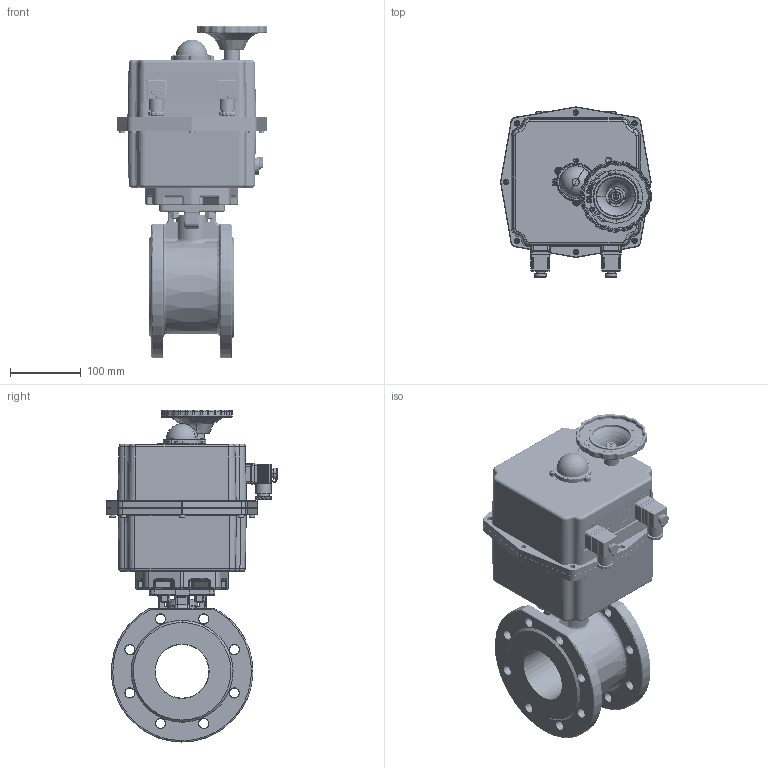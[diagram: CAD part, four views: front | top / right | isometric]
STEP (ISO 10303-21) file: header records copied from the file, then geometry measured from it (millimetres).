
FILE_DESCRIPTION(('HOOPS Exchange Step'),'2;1');
FILE_NAME('EK06_DN80.stp','2025-05-16T15:41:00+02:00',('nieru'),('Unknown organisation'),'HOOPS Exchange 2024.2','HOOPS Exchange','Unknown authorisation');
FILE_SCHEMA( ('AP203_CONFIGURATION_CONTROLLED_3D_DESIGN_OF_MECHANICAL_PARTS_AND_ASSEMBLIES_MIM_LF') );
Length unit declared in the file: millimetre
Products named in the file (5): 0; root
Assembly tree (4 placements, depth 4):
  root
    0
      0
        0
        0
Bounding box: 213.48 x 240.84 x 469.42 mm (x, y, z)
Volume: 7739793.1 mm3; surface area: 677360.7 mm2
Topology: 92 solids, 92 shells, 5459 faces, 13593 edges, 8306 vertices
Faces by surface type: cylinder 1927, plane 1280, torus 962, bspline 841, cone 365, sphere 84
Full cylindrical faces by diameter (mm): 6.76 x1, 11 x2, 16.5 x2, 38.651 x2, 41.402 x1, 44.979 x1, 45.651 x1, 50.729 x1, 76 x1
Entity records: 243552 total; most frequent: CARTESIAN_POINT 131404, ORIENTED_EDGE 26932, DIRECTION 18155, EDGE_CURVE 13466, VERTEX_POINT 8306, AXIS2_PLACEMENT_3D 8074, B_SPLINE_CURVE_WITH_KNOTS 7056, EDGE_LOOP 5766
